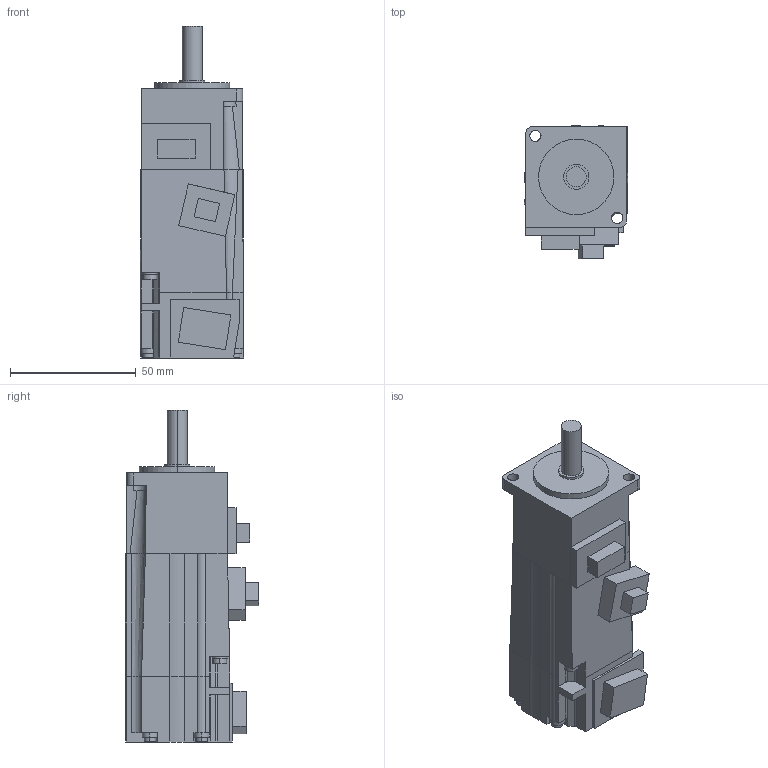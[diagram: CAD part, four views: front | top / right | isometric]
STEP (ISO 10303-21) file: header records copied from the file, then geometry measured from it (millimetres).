
FILE_DESCRIPTION((''),'2;1');
FILE_NAME('HG-MR053B_','2011-09-23T',('FJ93736'),(''),'PRO/ENGINEER BY PARAMETRIC TECHNOLOGY CORPORATION, 2009400','PRO/ENGINEER BY PARAMETRIC TECHNOLOGY CORPORATION, 2009400','');
FILE_SCHEMA(('CONFIG_CONTROL_DESIGN'));
Length unit declared in the file: millimetre
Products named in the file (1): HG-MR053B_
Bounding box: 41.2 x 53.2 x 132 mm (x, y, z)
Volume: 172709.5 mm3; surface area: 23545.7 mm2
Topology: 1 solids, 1 shells, 195 faces, 492 edges, 317 vertices
Faces by surface type: plane 121, cylinder 66, bspline 8
Entity records: 6295 total; most frequent: CARTESIAN_POINT 1514, ORIENTED_EDGE 984, DIRECTION 971, EDGE_CURVE 492, VECTOR 339, LINE 339, VERTEX_POINT 317, AXIS2_PLACEMENT_3D 316
